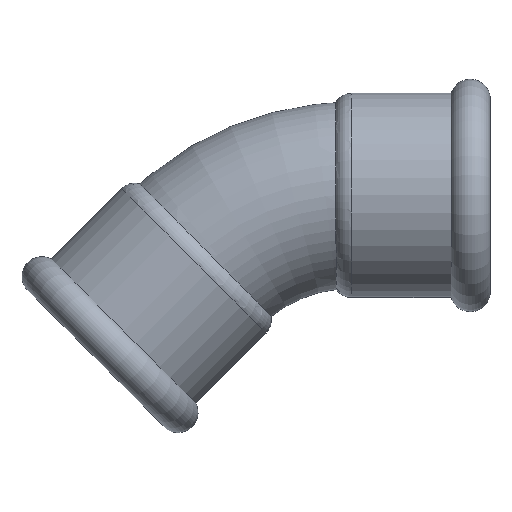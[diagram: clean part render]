
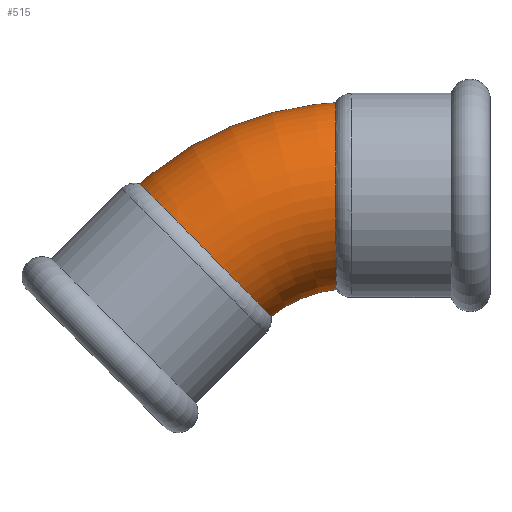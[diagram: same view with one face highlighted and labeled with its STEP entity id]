
A CAD part, top view. The second image highlights one B-rep face of the part: STEP entity #515.
In plain terms, the highlighted toroidal (fillet/blend) face has major radius 42 mm and minor radius 17.5 mm.
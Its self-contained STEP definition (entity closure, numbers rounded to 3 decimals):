
#17=B_SPLINE_CURVE_WITH_KNOTS('',3,(#903,#904,#905,#906,#907,#908,#909,
#910,#911,#912,#913,#914),.UNSPECIFIED.,.F.,.F.,(4,2,2,2,2,4),(8.295,
8.9,9.585,10.269,10.656,11.042),
 .UNSPECIFIED.);
#18=B_SPLINE_CURVE_WITH_KNOTS('',3,(#916,#917,#918,#919,#920,#921,#922,
#923,#924,#925,#926,#927,#928,#929,#930,#931,#932,#933,#934,#935),
 .UNSPECIFIED.,.F.,.F.,(4,2,2,2,2,2,2,2,2,4),(0.,0.683,1.366,
2.05,2.736,3.423,4.111,4.799,
5.482,5.522),.UNSPECIFIED.);
#19=B_SPLINE_CURVE_WITH_KNOTS('',3,(#936,#937,#938,#939,#940,#941,#942,
#943,#944,#945,#946,#947),.UNSPECIFIED.,.F.,.F.,(4,2,2,2,2,4),(5.522,
6.162,6.842,7.526,8.213,8.295),
 .UNSPECIFIED.);
#23=B_SPLINE_CURVE_WITH_KNOTS('',3,(#1030,#1031,#1032,#1033,#1034,#1035,
#1036,#1037,#1038,#1039,#1040,#1041),.UNSPECIFIED.,.F.,.F.,(4,2,2,2,2,4),
(5.522,6.162,6.842,7.526,8.213,
8.295),.UNSPECIFIED.);
#24=B_SPLINE_CURVE_WITH_KNOTS('',3,(#1043,#1044,#1045,#1046,#1047,#1048,
#1049,#1050,#1051,#1052,#1053,#1054,#1055,#1056,#1057,#1058,#1059,#1060,
#1061,#1062),.UNSPECIFIED.,.F.,.F.,(4,2,2,2,2,2,2,2,2,4),(0.,0.683,
1.366,2.05,2.736,3.423,4.111,
4.799,5.482,5.522),.UNSPECIFIED.);
#25=B_SPLINE_CURVE_WITH_KNOTS('',3,(#1063,#1064,#1065,#1066,#1067,#1068,
#1069,#1070,#1071,#1072,#1073,#1074),.UNSPECIFIED.,.F.,.F.,(4,2,2,2,2,4),
(8.295,8.9,9.585,10.269,10.656,
11.042),.UNSPECIFIED.);
#73=FACE_OUTER_BOUND('',#95,.T.);
#95=EDGE_LOOP('',(#440,#441,#442,#443,#444,#445,#446,#447));
#159=CIRCLE('',#616,24.5);
#201=VERTEX_POINT('',#900);
#202=VERTEX_POINT('',#902);
#203=VERTEX_POINT('',#915);
#217=VERTEX_POINT('',#1027);
#218=VERTEX_POINT('',#1029);
#219=VERTEX_POINT('',#1042);
#273=EDGE_CURVE('',#201,#202,#17,.T.);
#274=EDGE_CURVE('',#202,#203,#18,.T.);
#275=EDGE_CURVE('',#203,#201,#19,.T.);
#296=EDGE_CURVE('',#218,#217,#23,.T.);
#297=EDGE_CURVE('',#219,#218,#24,.T.);
#298=EDGE_CURVE('',#217,#219,#25,.T.);
#306=EDGE_CURVE('',#218,#203,#159,.T.);
#440=ORIENTED_EDGE('',*,*,#297,.T.);
#441=ORIENTED_EDGE('',*,*,#306,.T.);
#442=ORIENTED_EDGE('',*,*,#274,.F.);
#443=ORIENTED_EDGE('',*,*,#273,.F.);
#444=ORIENTED_EDGE('',*,*,#275,.F.);
#445=ORIENTED_EDGE('',*,*,#306,.F.);
#446=ORIENTED_EDGE('',*,*,#296,.T.);
#447=ORIENTED_EDGE('',*,*,#298,.T.);
#496=TOROIDAL_SURFACE('',#615,42.,17.5);
#515=ADVANCED_FACE('',(#73),#496,.T.);
#615=AXIS2_PLACEMENT_3D('',#1130,#784,#785);
#616=AXIS2_PLACEMENT_3D('',#1131,#786,#787);
#784=DIRECTION('center_axis',(0.,0.,
-1.));
#785=DIRECTION('ref_axis',(-1.,0.,0.));
#786=DIRECTION('center_axis',(0.,0.,
1.));
#787=DIRECTION('ref_axis',(-1.,0.,0.));
#900=CARTESIAN_POINT('',(-53.576,-10.179,17.5));
#902=CARTESIAN_POINT('',(-65.863,2.172,0.));
#903=CARTESIAN_POINT('Ctrl Pts',(-53.576,-10.179,17.5));
#904=CARTESIAN_POINT('Ctrl Pts',(-54.995,-8.75,17.487));
#905=CARTESIAN_POINT('Ctrl Pts',(-56.404,-7.332,17.129));
#906=CARTESIAN_POINT('Ctrl Pts',(-59.253,-4.466,15.656));
#907=CARTESIAN_POINT('Ctrl Pts',(-60.645,-3.068,14.462));
#908=CARTESIAN_POINT('Ctrl Pts',(-63.024,-0.678,11.387));
#909=CARTESIAN_POINT('Ctrl Pts',(-63.99,0.292,9.537));
#910=CARTESIAN_POINT('Ctrl Pts',(-65.067,1.373,6.311));
#911=CARTESIAN_POINT('Ctrl Pts',(-65.364,1.671,5.089));
#912=CARTESIAN_POINT('Ctrl Pts',(-65.762,2.071,2.574));
#913=CARTESIAN_POINT('Ctrl Pts',(-65.863,2.172,1.289));
#914=CARTESIAN_POINT('Ctrl Pts',(-65.863,2.172,0.));
#915=CARTESIAN_POINT('',(-41.158,-22.752,0.));
#916=CARTESIAN_POINT('Ctrl Pts',(-65.863,2.172,0.));
#917=CARTESIAN_POINT('Ctrl Pts',(-65.863,2.172,-2.276));
#918=CARTESIAN_POINT('Ctrl Pts',(-65.549,1.857,-4.53));
#919=CARTESIAN_POINT('Ctrl Pts',(-64.329,0.633,-8.743));
#920=CARTESIAN_POINT('Ctrl Pts',(-63.435,-0.266,-10.661));
#921=CARTESIAN_POINT('Ctrl Pts',(-61.176,-2.534,-13.905));
#922=CARTESIAN_POINT('Ctrl Pts',(-59.833,-3.883,-15.2));
#923=CARTESIAN_POINT('Ctrl Pts',(-56.872,-6.861,-16.99));
#924=CARTESIAN_POINT('Ctrl Pts',(-55.281,-8.461,-17.467));
#925=CARTESIAN_POINT('Ctrl Pts',(-52.058,-11.708,-17.53));
#926=CARTESIAN_POINT('Ctrl Pts',(-50.456,-13.323,-17.114));
#927=CARTESIAN_POINT('Ctrl Pts',(-47.456,-16.354,-15.432));
#928=CARTESIAN_POINT('Ctrl Pts',(-46.085,-17.742,-14.181));
#929=CARTESIAN_POINT('Ctrl Pts',(-43.764,-20.097,-11.003));
#930=CARTESIAN_POINT('Ctrl Pts',(-42.834,-21.043,-9.105));
#931=CARTESIAN_POINT('Ctrl Pts',(-41.546,-22.355,-4.919));
#932=CARTESIAN_POINT('Ctrl Pts',(-41.197,-22.712,-2.673));
#933=CARTESIAN_POINT('Ctrl Pts',(-41.159,-22.751,-0.263));
#934=CARTESIAN_POINT('Ctrl Pts',(-41.158,-22.752,-0.131));
#935=CARTESIAN_POINT('Ctrl Pts',(-41.158,-22.752,0.));
#936=CARTESIAN_POINT('Ctrl Pts',(-41.158,-22.752,0.));
#937=CARTESIAN_POINT('Ctrl Pts',(-41.158,-22.752,2.13));
#938=CARTESIAN_POINT('Ctrl Pts',(-41.432,-22.472,4.243));
#939=CARTESIAN_POINT('Ctrl Pts',(-42.535,-21.348,8.351));
#940=CARTESIAN_POINT('Ctrl Pts',(-43.387,-20.48,10.29));
#941=CARTESIAN_POINT('Ctrl Pts',(-45.571,-18.264,13.608));
#942=CARTESIAN_POINT('Ctrl Pts',(-46.885,-16.932,14.953));
#943=CARTESIAN_POINT('Ctrl Pts',(-49.809,-13.977,16.856));
#944=CARTESIAN_POINT('Ctrl Pts',(-51.392,-12.379,17.394));
#945=CARTESIAN_POINT('Ctrl Pts',(-53.195,-10.563,17.497));
#946=CARTESIAN_POINT('Ctrl Pts',(-53.385,-10.371,17.501));
#947=CARTESIAN_POINT('Ctrl Pts',(-53.576,-10.179,17.5));
#1027=CARTESIAN_POINT('',(-29.002,0.,17.5));
#1029=CARTESIAN_POINT('',(-28.892,-17.671,0.));
#1030=CARTESIAN_POINT('Ctrl Pts',(-28.892,-17.671,0.));
#1031=CARTESIAN_POINT('Ctrl Pts',(-28.892,-17.671,2.13));
#1032=CARTESIAN_POINT('Ctrl Pts',(-28.896,-17.28,4.243));
#1033=CARTESIAN_POINT('Ctrl Pts',(-28.911,-15.705,8.351));
#1034=CARTESIAN_POINT('Ctrl Pts',(-28.922,-14.489,10.29));
#1035=CARTESIAN_POINT('Ctrl Pts',(-28.946,-11.377,13.608));
#1036=CARTESIAN_POINT('Ctrl Pts',(-28.958,-9.506,14.953));
#1037=CARTESIAN_POINT('Ctrl Pts',(-28.98,-5.349,16.856));
#1038=CARTESIAN_POINT('Ctrl Pts',(-28.99,-3.1,17.394));
#1039=CARTESIAN_POINT('Ctrl Pts',(-29.,-0.541,17.497));
#1040=CARTESIAN_POINT('Ctrl Pts',(-29.001,-0.27,
17.501));
#1041=CARTESIAN_POINT('Ctrl Pts',(-29.002,0.,
17.5));
#1042=CARTESIAN_POINT('',(-29.047,17.422,0.));
#1043=CARTESIAN_POINT('Ctrl Pts',(-29.047,17.422,0.));
#1044=CARTESIAN_POINT('Ctrl Pts',(-29.047,17.422,-2.276));
#1045=CARTESIAN_POINT('Ctrl Pts',(-29.046,16.977,-4.53));
#1046=CARTESIAN_POINT('Ctrl Pts',(-29.043,15.249,-8.743));
#1047=CARTESIAN_POINT('Ctrl Pts',(-29.041,13.981,-10.661));
#1048=CARTESIAN_POINT('Ctrl Pts',(-29.033,10.78,-13.905));
#1049=CARTESIAN_POINT('Ctrl Pts',(-29.029,8.877,-15.2));
#1050=CARTESIAN_POINT('Ctrl Pts',(-29.018,4.677,-16.99));
#1051=CARTESIAN_POINT('Ctrl Pts',(-29.011,2.42,-17.467));
#1052=CARTESIAN_POINT('Ctrl Pts',(-28.994,-2.155,-17.53));
#1053=CARTESIAN_POINT('Ctrl Pts',(-28.984,-4.429,-17.114));
#1054=CARTESIAN_POINT('Ctrl Pts',(-28.963,-8.694,-15.432));
#1055=CARTESIAN_POINT('Ctrl Pts',(-28.951,-10.644,-14.181));
#1056=CARTESIAN_POINT('Ctrl Pts',(-28.927,-13.951,-11.003));
#1057=CARTESIAN_POINT('Ctrl Pts',(-28.915,-15.277,-9.105));
#1058=CARTESIAN_POINT('Ctrl Pts',(-28.898,-17.116,-4.919));
#1059=CARTESIAN_POINT('Ctrl Pts',(-28.893,-17.615,-2.673));
#1060=CARTESIAN_POINT('Ctrl Pts',(-28.892,-17.67,-0.263));
#1061=CARTESIAN_POINT('Ctrl Pts',(-28.892,-17.671,-0.131));
#1062=CARTESIAN_POINT('Ctrl Pts',(-28.892,-17.671,0.));
#1063=CARTESIAN_POINT('Ctrl Pts',(-29.002,0.,
17.5));
#1064=CARTESIAN_POINT('Ctrl Pts',(-29.009,2.014,17.487));
#1065=CARTESIAN_POINT('Ctrl Pts',(-29.016,4.013,17.129));
#1066=CARTESIAN_POINT('Ctrl Pts',(-29.027,8.054,15.656));
#1067=CARTESIAN_POINT('Ctrl Pts',(-29.032,10.027,14.462));
#1068=CARTESIAN_POINT('Ctrl Pts',(-29.039,13.399,11.387));
#1069=CARTESIAN_POINT('Ctrl Pts',(-29.042,14.768,9.537));
#1070=CARTESIAN_POINT('Ctrl Pts',(-29.045,16.294,6.311));
#1071=CARTESIAN_POINT('Ctrl Pts',(-29.046,16.714,5.089));
#1072=CARTESIAN_POINT('Ctrl Pts',(-29.047,17.279,2.574));
#1073=CARTESIAN_POINT('Ctrl Pts',(-29.047,17.422,1.289));
#1074=CARTESIAN_POINT('Ctrl Pts',(-29.047,17.422,0.));
#1130=CARTESIAN_POINT('Origin',(-26.,-42.,0.));
#1131=CARTESIAN_POINT('Origin',(-26.,-42.,0.));
